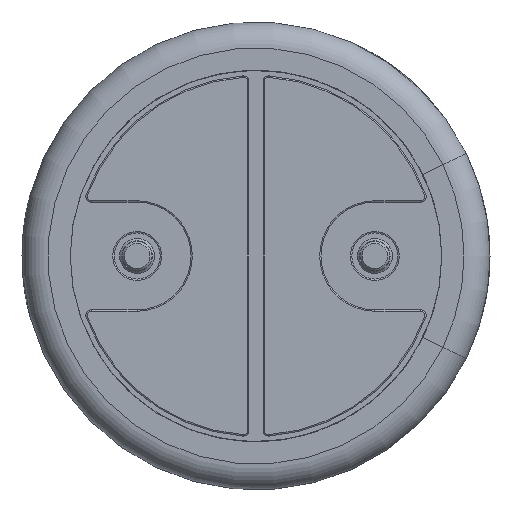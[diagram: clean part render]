
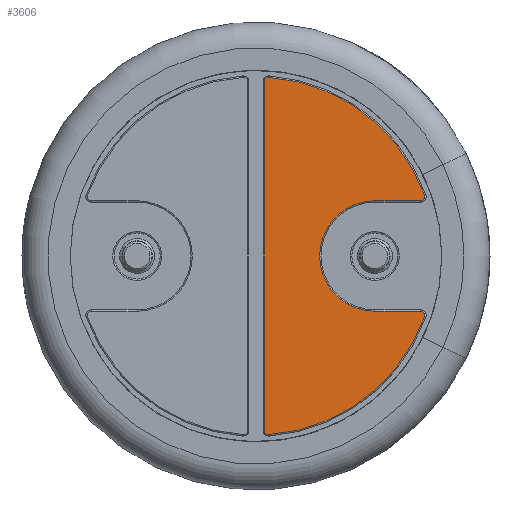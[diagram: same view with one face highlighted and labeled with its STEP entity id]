
A CAD part, front view. The second image highlights one B-rep face of the part: STEP entity #3606.
In plain terms, the highlighted planar face has unit normal (0, -1, 0).
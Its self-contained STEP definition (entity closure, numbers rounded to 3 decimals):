
#20=PLANE('',#3903);
#196=CIRCLE('',#3868,0.057);
#199=CIRCLE('',#3873,0.057);
#202=CIRCLE('',#3877,2.412);
#205=CIRCLE('',#3881,0.057);
#209=CIRCLE('',#3887,0.743);
#213=CIRCLE('',#3893,0.057);
#215=CIRCLE('',#3896,2.412);
#401=FACE_OUTER_BOUND('',#578,.T.);
#578=EDGE_LOOP('',(#2894,#2895,#2896,#2897,#2898,#2899,#2900,#2901,#2902,
#2903));
#743=LINE('',#6954,#898);
#745=LINE('',#6978,#900);
#747=LINE('',#6990,#902);
#898=VECTOR('',#4472,10.);
#900=VECTOR('',#4502,10.);
#902=VECTOR('',#4516,10.);
#1504=VERTEX_POINT('',#6942);
#1507=VERTEX_POINT('',#6947);
#1509=VERTEX_POINT('',#6952);
#1511=VERTEX_POINT('',#6958);
#1513=VERTEX_POINT('',#6964);
#1515=VERTEX_POINT('',#6970);
#1517=VERTEX_POINT('',#6976);
#1519=VERTEX_POINT('',#6982);
#1521=VERTEX_POINT('',#6988);
#1523=VERTEX_POINT('',#6994);
#1976=EDGE_CURVE('',#1507,#1504,#196,.T.);
#1978=EDGE_CURVE('',#1509,#1507,#743,.T.);
#1981=EDGE_CURVE('',#1511,#1509,#199,.T.);
#1984=EDGE_CURVE('',#1513,#1511,#202,.T.);
#1987=EDGE_CURVE('',#1515,#1513,#205,.T.);
#1990=EDGE_CURVE('',#1517,#1515,#745,.T.);
#1993=EDGE_CURVE('',#1519,#1517,#209,.T.);
#1996=EDGE_CURVE('',#1521,#1519,#747,.T.);
#1999=EDGE_CURVE('',#1523,#1521,#213,.T.);
#2001=EDGE_CURVE('',#1504,#1523,#215,.T.);
#2894=ORIENTED_EDGE('',*,*,#1976,.F.);
#2895=ORIENTED_EDGE('',*,*,#1978,.F.);
#2896=ORIENTED_EDGE('',*,*,#1981,.F.);
#2897=ORIENTED_EDGE('',*,*,#1984,.F.);
#2898=ORIENTED_EDGE('',*,*,#1987,.F.);
#2899=ORIENTED_EDGE('',*,*,#1990,.F.);
#2900=ORIENTED_EDGE('',*,*,#1993,.F.);
#2901=ORIENTED_EDGE('',*,*,#1996,.F.);
#2902=ORIENTED_EDGE('',*,*,#1999,.F.);
#2903=ORIENTED_EDGE('',*,*,#2001,.F.);
#3606=ADVANCED_FACE('',(#401),#20,.F.);
#3868=AXIS2_PLACEMENT_3D('',#6949,#4466,#4467);
#3873=AXIS2_PLACEMENT_3D('',#6960,#4478,#4479);
#3877=AXIS2_PLACEMENT_3D('',#6966,#4486,#4487);
#3881=AXIS2_PLACEMENT_3D('',#6972,#4494,#4495);
#3887=AXIS2_PLACEMENT_3D('',#6984,#4508,#4509);
#3893=AXIS2_PLACEMENT_3D('',#6996,#4522,#4523);
#3896=AXIS2_PLACEMENT_3D('',#6999,#4528,#4529);
#3903=AXIS2_PLACEMENT_3D('',#7012,#4548,#4549);
#4466=DIRECTION('center_axis',(0.,1.,0.));
#4467=DIRECTION('ref_axis',(-0.681,0.,0.732));
#4472=DIRECTION('',(0.,0.,1.));
#4478=DIRECTION('center_axis',(0.,1.,0.));
#4479=DIRECTION('ref_axis',(-0.681,0.,-0.732));
#4486=DIRECTION('center_axis',(0.,1.,0.));
#4487=DIRECTION('ref_axis',(0.604,0.,-0.797));
#4494=DIRECTION('center_axis',(0.,1.,0.));
#4495=DIRECTION('ref_axis',(0.818,0.,0.575));
#4502=DIRECTION('',(1.,0.,0.));
#4508=DIRECTION('center_axis',(0.,-1.,0.));
#4509=DIRECTION('ref_axis',(-1.,0.,0.));
#4516=DIRECTION('',(-1.,0.,0.));
#4522=DIRECTION('center_axis',(0.,1.,0.));
#4523=DIRECTION('ref_axis',(0.818,0.,-0.575));
#4528=DIRECTION('center_axis',(0.,1.,0.));
#4529=DIRECTION('ref_axis',(0.604,0.,0.797));
#4548=DIRECTION('center_axis',(0.,1.,0.));
#4549=DIRECTION('ref_axis',(0.,0.,1.));
#6942=CARTESIAN_POINT('',(0.174,-0.05,2.406));
#6947=CARTESIAN_POINT('',(0.113,-0.05,2.349));
#6949=CARTESIAN_POINT('Origin',(0.17,-0.05,2.349));
#6952=CARTESIAN_POINT('',(0.113,-0.05,-2.349));
#6954=CARTESIAN_POINT('',(0.113,-0.05,1.174));
#6958=CARTESIAN_POINT('',(0.174,-0.05,-2.406));
#6960=CARTESIAN_POINT('Origin',(0.17,-0.05,-2.349));
#6964=CARTESIAN_POINT('',(2.269,-0.05,-0.819));
#6966=CARTESIAN_POINT('Origin',(0.,-0.05,0.));
#6970=CARTESIAN_POINT('',(2.215,-0.05,-0.743));
#6972=CARTESIAN_POINT('Origin',(2.215,-0.05,-0.8));
#6976=CARTESIAN_POINT('',(1.6,-0.05,-0.743));
#6978=CARTESIAN_POINT('',(1.704,-0.05,-0.743));
#6982=CARTESIAN_POINT('',(1.6,-0.05,0.743));
#6984=CARTESIAN_POINT('Origin',(1.6,-0.05,0.));
#6988=CARTESIAN_POINT('',(2.215,-0.05,0.743));
#6990=CARTESIAN_POINT('',(1.396,-0.05,0.743));
#6994=CARTESIAN_POINT('',(2.269,-0.05,0.819));
#6996=CARTESIAN_POINT('Origin',(2.215,-0.05,0.8));
#6999=CARTESIAN_POINT('Origin',(0.,-0.05,0.));
#7012=CARTESIAN_POINT('Origin',(1.192,-0.05,0.));
